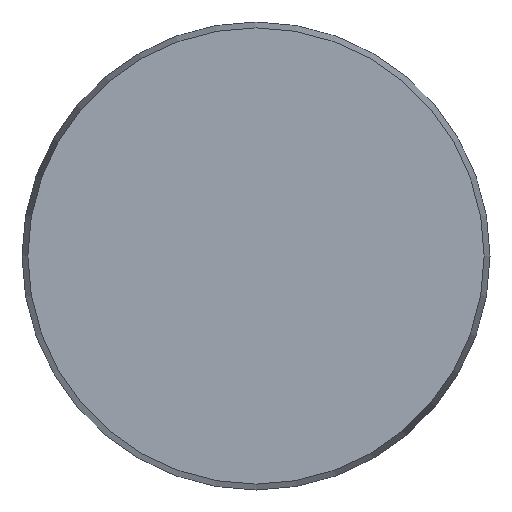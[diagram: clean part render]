
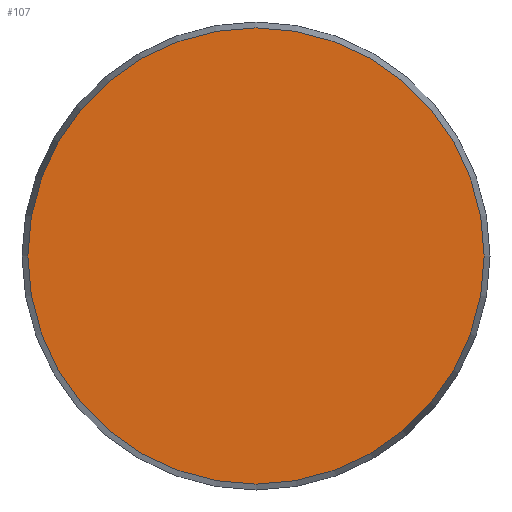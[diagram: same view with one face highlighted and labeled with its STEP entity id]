
A CAD part, front view. The second image highlights one B-rep face of the part: STEP entity #107.
In plain terms, the highlighted planar face has unit normal (0, -1, 0).
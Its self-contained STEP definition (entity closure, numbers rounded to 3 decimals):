
#107 = ADVANCED_FACE( '', ( #246 ), #247, .F. );
#246 = FACE_OUTER_BOUND( '', #453, .T. );
#247 = PLANE( '', #454 );
#453 = EDGE_LOOP( '', ( #718 ) );
#454 = AXIS2_PLACEMENT_3D( '', #719, #720, #721 );
#718 = ORIENTED_EDGE( '', *, *, #1055, .T. );
#719 = CARTESIAN_POINT( '', ( 58.5, 0., 0. ) );
#720 = DIRECTION( '', ( 0., 1., 0. ) );
#721 = DIRECTION( '', ( 0., 0., 1. ) );
#1055 = EDGE_CURVE( '', #1240, #1240, #1241, .T. );
#1240 = VERTEX_POINT( '', #1620 );
#1241 = CIRCLE( '', #1621, 58.5 );
#1620 = CARTESIAN_POINT( '', ( 0., 0., -58.5 ) );
#1621 = AXIS2_PLACEMENT_3D( '', #1941, #1942, #1943 );
#1941 = CARTESIAN_POINT( '', ( 0., 0., 0. ) );
#1942 = DIRECTION( '', ( 0., -1., 0. ) );
#1943 = DIRECTION( '', ( 0., 0., -1. ) );
